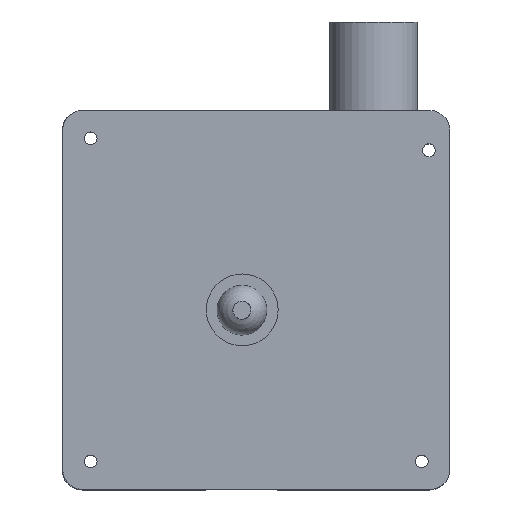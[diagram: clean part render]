
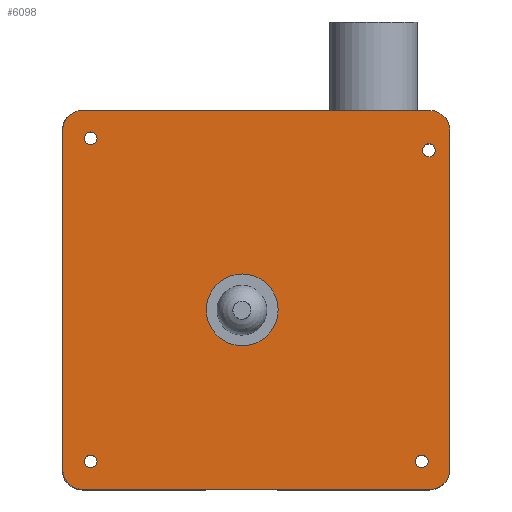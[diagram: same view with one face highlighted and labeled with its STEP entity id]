
A CAD part, top view. The second image highlights one B-rep face of the part: STEP entity #6098.
In plain terms, the highlighted planar face has unit normal (0, 0, 1).
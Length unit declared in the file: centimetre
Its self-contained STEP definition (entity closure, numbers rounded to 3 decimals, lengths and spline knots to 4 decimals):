
#301=LINE($,#8990,#830);
#304=LINE($,#8998,#833);
#307=LINE($,#9006,#836);
#311=LINE($,#9015,#840);
#830=VECTOR($,#7183,9.35);
#833=VECTOR($,#7192,9.57);
#836=VECTOR($,#7201,9.35);
#840=VECTOR($,#7211,9.57);
#1350=PLANE($,#6488);
#1532=FACE_BOUND($,#1994,.T.);
#1533=FACE_BOUND($,#1995,.T.);
#1534=FACE_BOUND($,#1996,.T.);
#1535=FACE_BOUND($,#1997,.T.);
#1536=FACE_BOUND($,#1998,.T.);
#1634=FACE_OUTER_BOUND($,#1993,.T.);
#1993=EDGE_LOOP($,(#4330,#4331,#4332,#4333,#4334,#4335,#4336,#4337));
#1994=EDGE_LOOP($,(#4338));
#1995=EDGE_LOOP($,(#4339));
#1996=EDGE_LOOP($,(#4340));
#1997=EDGE_LOOP($,(#4341));
#1998=EDGE_LOOP($,(#4342));
#2398=CIRCLE($,#6466,0.176);
#2399=CIRCLE($,#6468,0.176);
#2400=CIRCLE($,#6470,0.176);
#2401=CIRCLE($,#6472,0.176);
#2402=CIRCLE($,#6475,0.55);
#2403=CIRCLE($,#6478,0.55);
#2404=CIRCLE($,#6481,0.55);
#2405=CIRCLE($,#6484,0.55);
#2407=CIRCLE($,#6489,0.99);
#2688=VERTEX_POINT($,#8975);
#2689=VERTEX_POINT($,#8978);
#2690=VERTEX_POINT($,#8981);
#2691=VERTEX_POINT($,#8984);
#2692=VERTEX_POINT($,#8987);
#2693=VERTEX_POINT($,#8989);
#2694=VERTEX_POINT($,#8993);
#2695=VERTEX_POINT($,#8997);
#2696=VERTEX_POINT($,#9001);
#2697=VERTEX_POINT($,#9005);
#2698=VERTEX_POINT($,#9009);
#2699=VERTEX_POINT($,#9013);
#2702=VERTEX_POINT($,#9042);
#3330=EDGE_CURVE($,#2688,#2688,#2398,.T.);
#3331=EDGE_CURVE($,#2689,#2689,#2399,.T.);
#3332=EDGE_CURVE($,#2690,#2690,#2400,.T.);
#3333=EDGE_CURVE($,#2691,#2691,#2401,.T.);
#3335=EDGE_CURVE($,#2692,#2693,#301,.T.);
#3337=EDGE_CURVE($,#2693,#2694,#2402,.T.);
#3339=EDGE_CURVE($,#2695,#2694,#304,.T.);
#3341=EDGE_CURVE($,#2695,#2696,#2403,.T.);
#3343=EDGE_CURVE($,#2697,#2696,#307,.T.);
#3345=EDGE_CURVE($,#2697,#2698,#2404,.T.);
#3348=EDGE_CURVE($,#2698,#2699,#311,.T.);
#3349=EDGE_CURVE($,#2699,#2692,#2405,.T.);
#3354=EDGE_CURVE($,#2702,#2702,#2407,.T.);
#4330=ORIENTED_EDGE($,*,*,#3349,.F.);
#4331=ORIENTED_EDGE($,*,*,#3348,.F.);
#4332=ORIENTED_EDGE($,*,*,#3345,.F.);
#4333=ORIENTED_EDGE($,*,*,#3343,.T.);
#4334=ORIENTED_EDGE($,*,*,#3341,.F.);
#4335=ORIENTED_EDGE($,*,*,#3339,.T.);
#4336=ORIENTED_EDGE($,*,*,#3337,.F.);
#4337=ORIENTED_EDGE($,*,*,#3335,.F.);
#4338=ORIENTED_EDGE($,*,*,#3333,.T.);
#4339=ORIENTED_EDGE($,*,*,#3332,.T.);
#4340=ORIENTED_EDGE($,*,*,#3331,.T.);
#4341=ORIENTED_EDGE($,*,*,#3330,.T.);
#4342=ORIENTED_EDGE($,*,*,#3354,.T.);
#6098=ADVANCED_FACE($,(#1634,#1532,#1533,#1534,#1535,#1536),#1350,.T.);
#6466=AXIS2_PLACEMENT_3D($,#8976,#7166,#7167);
#6468=AXIS2_PLACEMENT_3D($,#8979,#7170,#7171);
#6470=AXIS2_PLACEMENT_3D($,#8982,#7174,#7175);
#6472=AXIS2_PLACEMENT_3D($,#8985,#7178,#7179);
#6475=AXIS2_PLACEMENT_3D($,#8994,#7187,#7188);
#6478=AXIS2_PLACEMENT_3D($,#9002,#7196,#7197);
#6481=AXIS2_PLACEMENT_3D($,#9010,#7205,#7206);
#6484=AXIS2_PLACEMENT_3D($,#9017,#7214,#7215);
#6488=AXIS2_PLACEMENT_3D($,#9041,#7224,#7225);
#6489=AXIS2_PLACEMENT_3D($,#9043,#7226,#7227);
#7166=DIRECTION('center_axis',(0.,0.,-1.));
#7167=DIRECTION('ref_axis',(1.,0.,0.));
#7170=DIRECTION('center_axis',(0.,0.,-1.));
#7171=DIRECTION('ref_axis',(1.,0.,0.));
#7174=DIRECTION('center_axis',(0.,0.,-1.));
#7175=DIRECTION('ref_axis',(1.,0.,0.));
#7178=DIRECTION('center_axis',(0.,0.,-1.));
#7179=DIRECTION('ref_axis',(1.,0.,0.));
#7183=DIRECTION($,(0.,-1.,0.));
#7187=DIRECTION('center_axis',(0.,0.,-1.));
#7188=DIRECTION('ref_axis',(0.707,-0.707,0.));
#7192=DIRECTION($,(1.,0.,0.));
#7196=DIRECTION('center_axis',(0.,0.,-1.));
#7197=DIRECTION('ref_axis',(-0.707,-0.707,0.));
#7201=DIRECTION($,(0.,-1.,0.));
#7205=DIRECTION('center_axis',(0.,0.,-1.));
#7206=DIRECTION('ref_axis',(-0.707,0.707,0.));
#7211=DIRECTION($,(1.,0.,0.));
#7214=DIRECTION('center_axis',(0.,0.,-1.));
#7215=DIRECTION('ref_axis',(0.707,0.707,0.));
#7224=DIRECTION('center_axis',(0.,0.,1.));
#7225=DIRECTION('ref_axis',(1.,0.,0.));
#7226=DIRECTION('center_axis',(0.,0.,-1.));
#7227=DIRECTION('ref_axis',(-1.,0.,0.));
#8975=CARTESIAN_POINT('',(-24.3853,13.3079,4.5201));
#8976=CARTESIAN_POINT('Origin',(-24.2093,13.3079,4.5201));
#8978=CARTESIAN_POINT('',(-24.3853,22.2179,4.5201));
#8979=CARTESIAN_POINT('Origin',(-24.2093,22.2179,4.5201));
#8981=CARTESIAN_POINT('',(-15.0573,21.8879,4.5201));
#8982=CARTESIAN_POINT('Origin',(-14.8813,21.8879,4.5201));
#8984=CARTESIAN_POINT('',(-15.2553,13.3079,4.5201));
#8985=CARTESIAN_POINT('Origin',(-15.0793,13.3079,4.5201));
#8987=CARTESIAN_POINT('',(-14.3093,22.4379,4.5201));
#8989=CARTESIAN_POINT('',(-14.3093,13.0879,4.5201));
#8990=CARTESIAN_POINT($,(-14.3093,15.1504,4.5201));
#8993=CARTESIAN_POINT('',(-14.8593,12.5379,4.5201));
#8994=CARTESIAN_POINT('Origin',(-14.8593,13.0879,4.5201));
#8997=CARTESIAN_POINT('',(-24.4293,12.5379,4.5201));
#8998=CARTESIAN_POINT($,(-22.3668,12.5379,4.5201));
#9001=CARTESIAN_POINT('',(-24.9793,13.0879,4.5201));
#9002=CARTESIAN_POINT('Origin',(-24.4293,13.0879,4.5201));
#9005=CARTESIAN_POINT('',(-24.9793,22.4379,4.5201));
#9006=CARTESIAN_POINT($,(-24.9793,20.3754,4.5201));
#9009=CARTESIAN_POINT('',(-24.4293,22.9879,4.5201));
#9010=CARTESIAN_POINT('Origin',(-24.4293,22.4379,4.5201));
#9013=CARTESIAN_POINT('',(-14.8593,22.9879,4.5201));
#9015=CARTESIAN_POINT($,(-14.5293,22.9879,4.5201));
#9017=CARTESIAN_POINT('Origin',(-14.8593,22.4379,4.5201));
#9041=CARTESIAN_POINT('Origin',(-19.7543,17.7629,4.5201));
#9042=CARTESIAN_POINT('',(-19.0393,17.4879,4.5201));
#9043=CARTESIAN_POINT('Origin',(-20.0293,17.4879,4.5201));
